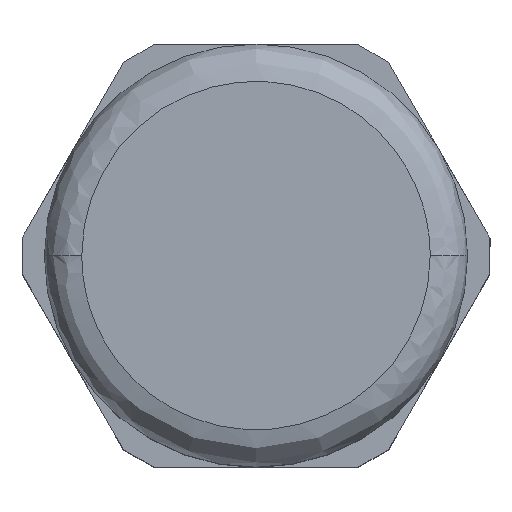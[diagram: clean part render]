
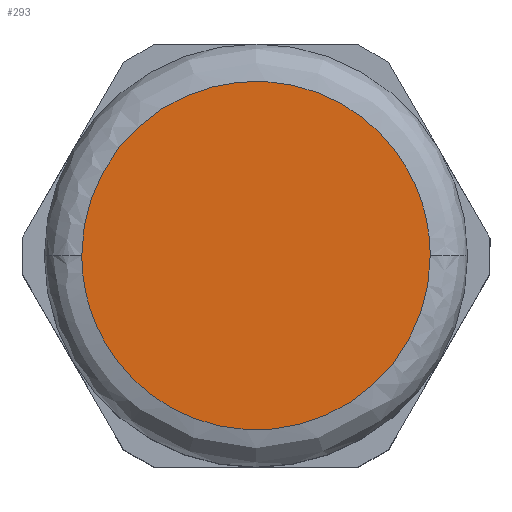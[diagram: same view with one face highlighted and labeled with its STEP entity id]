
A CAD part, top view. The second image highlights one B-rep face of the part: STEP entity #293.
In plain terms, the highlighted planar face has unit normal (0, 0, 1).
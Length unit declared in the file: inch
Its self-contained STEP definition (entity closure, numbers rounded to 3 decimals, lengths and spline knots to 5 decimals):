
#144 = FACE_OUTER_BOUND ( 'NONE', #146, .T. ) ;
#146 = EDGE_LOOP ( 'NONE', ( #262, #187 ) ) ;
#148 = CARTESIAN_POINT ( 'NONE',  ( 0.27559, 0., 0.43996 ) ) ;
#187 = ORIENTED_EDGE ( 'NONE', *, *, #1219, .F. ) ;
#262 = ORIENTED_EDGE ( 'NONE', *, *, #417, .F. ) ;
#285 = DIRECTION ( 'NONE',  ( 1., 0., 0. ) ) ;
#293 = ADVANCED_FACE ( 'FACE43', ( #144 ), #1126, .T. ) ;
#301 = CARTESIAN_POINT ( 'NONE',  ( 0.27559, 0.55118, 0.43996 ) ) ;
#408 = CARTESIAN_POINT ( 'NONE',  ( 0.27559, 0., 0.43996 ) ) ;
#416 = CARTESIAN_POINT ( 'NONE',  ( -0.27559, 0.55118, 0.43996 ) ) ;
#417 = EDGE_CURVE ( 'NONE', #972, #1655, #1151, .T. ) ;
#450 = CARTESIAN_POINT ( 'NONE',  ( -0.27559, -0.55118, 0.43996 ) ) ;
#454 = CARTESIAN_POINT ( 'NONE',  ( 0.1378, 0., 0.43996 ) ) ;
#576 = CARTESIAN_POINT ( 'NONE',  ( 0.27559, -0.55118, 0.43996 ) ) ;
#580 =( BOUNDED_CURVE ( )  B_SPLINE_CURVE ( 3, ( #1654, #416, #301, #408 ),
 .UNSPECIFIED., .F., .T. ) 
 B_SPLINE_CURVE_WITH_KNOTS ( ( 4, 4 ),
 ( 0., 1. ),
 .UNSPECIFIED. ) 
 CURVE ( )  GEOMETRIC_REPRESENTATION_ITEM ( )  RATIONAL_B_SPLINE_CURVE ( ( 1., 0.333, 0.333, 1. ) ) 
 REPRESENTATION_ITEM ( '' )  );
#972 = VERTEX_POINT ( 'NONE', #1147 ) ;
#1023 = CARTESIAN_POINT ( 'NONE',  ( -0.27559, 0., 0.43996 ) ) ;
#1081 = AXIS2_PLACEMENT_3D ( 'NONE', #454, #1111, #285 ) ;
#1111 = DIRECTION ( 'NONE',  ( 0., 0., 1. ) ) ;
#1126 = PLANE ( 'NONE',  #1081 ) ;
#1147 = CARTESIAN_POINT ( 'NONE',  ( 0.27559, 0., 0.43996 ) ) ;
#1151 =( BOUNDED_CURVE ( )  B_SPLINE_CURVE ( 3, ( #148, #576, #450, #1411 ),
 .UNSPECIFIED., .F., .T. ) 
 B_SPLINE_CURVE_WITH_KNOTS ( ( 4, 4 ),
 ( 0., 1. ),
 .UNSPECIFIED. ) 
 CURVE ( )  GEOMETRIC_REPRESENTATION_ITEM ( )  RATIONAL_B_SPLINE_CURVE ( ( 1., 0.333, 0.333, 1. ) ) 
 REPRESENTATION_ITEM ( '' )  );
#1219 = EDGE_CURVE ( 'NONE', #1655, #972, #580, .T. ) ;
#1411 = CARTESIAN_POINT ( 'NONE',  ( -0.27559, 0., 0.43996 ) ) ;
#1654 = CARTESIAN_POINT ( 'NONE',  ( -0.27559, 0., 0.43996 ) ) ;
#1655 = VERTEX_POINT ( 'NONE', #1023 ) ;
